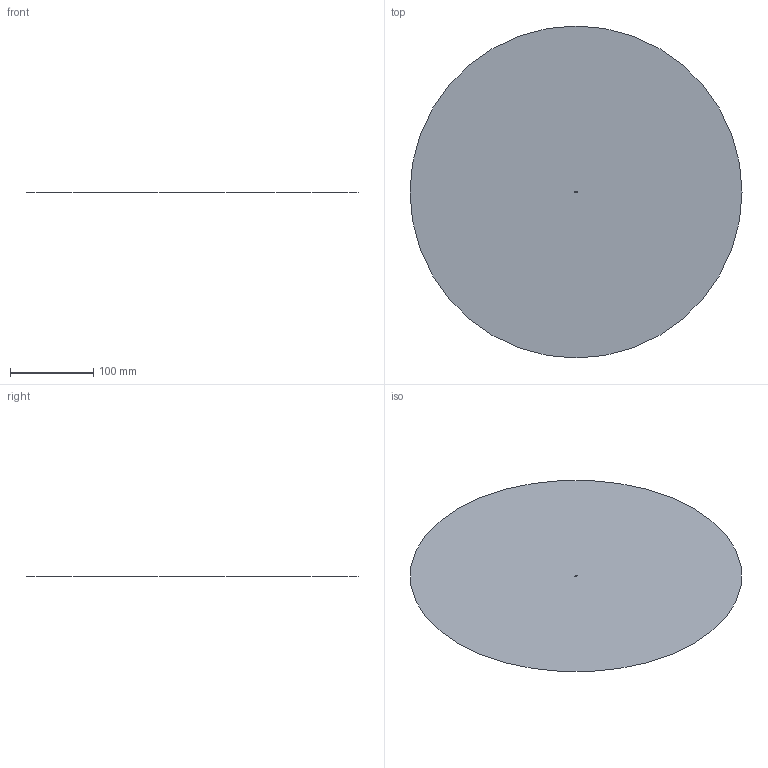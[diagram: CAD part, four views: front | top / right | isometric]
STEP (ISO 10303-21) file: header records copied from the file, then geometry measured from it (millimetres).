
FILE_DESCRIPTION(('FreeCAD Model'),'2;1');
FILE_NAME('Open CASCADE Shape Model','2023-08-29T01:38:25',(''),(''), 'Open CASCADE STEP processor 7.6','FreeCAD','Unknown');
FILE_SCHEMA(('AUTOMOTIVE_DESIGN { 1 0 10303 214 1 1 1 1 }'));
Length unit declared in the file: millimetre
Products named in the file (13): three_wires_ribbon; Domain_0; solid_wire_000; Conductor_0; Dielectric_0; solid_wire_001; Conductor_001; Dielectric_001; solid_wire_002; Conductor_002; Dielectric_002; OpenRegion_0
Assembly tree (15 placements, depth 4):
  three_wires_ribbon
    Domain_0
      solid_wire_000
        Conductor_0
        Dielectric_0
      solid_wire_001
        Conductor_001
        Dielectric_001
      solid_wire_002
        Conductor_002
        Dielectric_002
      OpenRegion_0
    solid_wire_000
      Conductor_0
      Dielectric_0
    solid_wire_001
      Conductor_001
      Dielectric_001
    solid_wire_002
      Conductor_002
      Dielectric_002
    OpenRegion_0
Bounding box: 400 x 400 x 0 mm (x, y, z)
Surface area: 251331.8 mm2 (no closed solid volume)
Topology: 0 solids, 14 shells, 14 faces, 14 edges, 14 vertices
Faces by surface type: plane 14
Entity records: 544 total; most frequent: DIRECTION 72, CARTESIAN_POINT 48, AXIS2_PLACEMENT_3D 32, PRODUCT_DEFINITION_SHAPE 28, CIRCLE 16, CONTEXT_DEPENDENT_SHAPE_REPRESENTATION 15, ITEM_DEFINED_TRANSFORMATION 15, NEXT_ASSEMBLY_USAGE_OCCURRENCE 15
